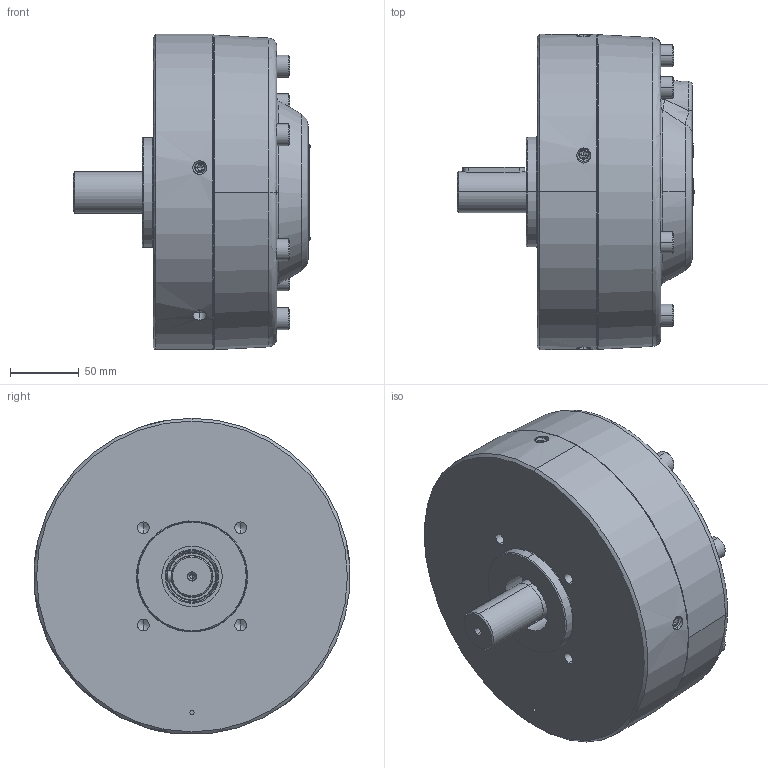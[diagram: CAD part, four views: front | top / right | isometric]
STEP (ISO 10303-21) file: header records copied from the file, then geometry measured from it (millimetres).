
FILE_DESCRIPTION (( 'STEP AP214' ), '1' );
FILE_NAME ('BRK1002_7_pistons.STEP', '2021-03-08T13:41:46', ( '' ), ( '' ), 'SwSTEP 2.0', 'SolidWorks 2020', '' );
FILE_SCHEMA (( 'AUTOMOTIVE_DESIGN' ));
Length unit declared in the file: millimetre
Products named in the file (1): BRK1002_7_pistons
Bounding box: 172.5 x 229.5 x 229.37 mm (x, y, z)
Volume: 3961175.6 mm3; surface area: 190922.3 mm2
Topology: 1 solids, 21 shells, 971 faces, 2351 edges, 1469 vertices
Faces by surface type: plane 527, bspline 160, cylinder 142, cone 138, torus 4
Entity records: 34464 total; most frequent: CARTESIAN_POINT 12774, ORIENTED_EDGE 4626, DIRECTION 4163, EDGE_CURVE 2313, VERTEX_POINT 1469, AXIS2_PLACEMENT_3D 1397, LINE 1369, VECTOR 1369
